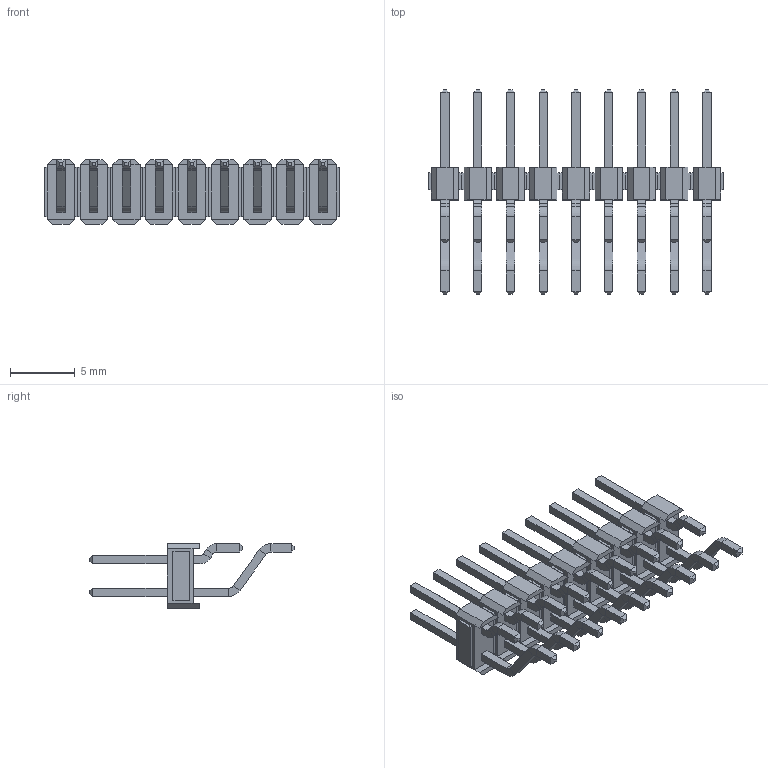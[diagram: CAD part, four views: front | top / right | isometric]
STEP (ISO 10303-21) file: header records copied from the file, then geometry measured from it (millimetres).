
FILE_DESCRIPTION (( 'STEP AP214' ), '1' );
FILE_NAME ('PLDR_SMD-18.STEP', '2019-06-30T11:53:18', ( '' ), ( '' ), 'SwSTEP 2.0', 'SolidWorks 2018', '' );
FILE_SCHEMA (( 'AUTOMOTIVE_DESIGN' ));
Length unit declared in the file: millimetre
Products named in the file (1): PLDR_SMD-18
Bounding box: 22.86 x 15.84 x 5 mm (x, y, z)
Volume: 302.7 mm3; surface area: 1085.3 mm2
Topology: 9 solids, 9 shells, 792 faces, 1764 edges, 1044 vertices
Faces by surface type: plane 702, cylinder 54, bspline 36
Entity records: 31232 total; most frequent: CARTESIAN_POINT 5095, ORIENTED_EDGE 3528, DIRECTION 3404, EDGE_CURVE 1764, LINE 1602, VECTOR 1602, VERTEX_POINT 1044, AXIS2_PLACEMENT_3D 901
